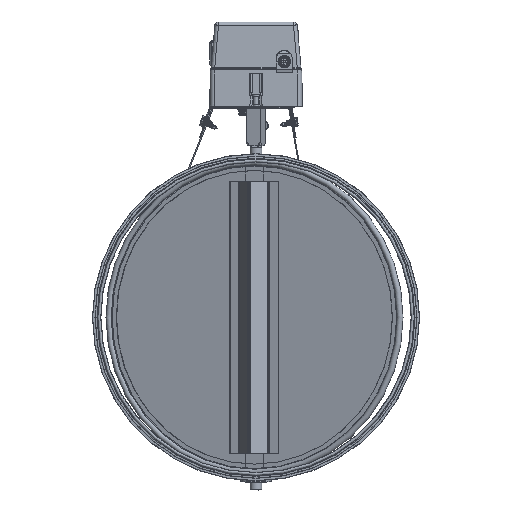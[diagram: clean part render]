
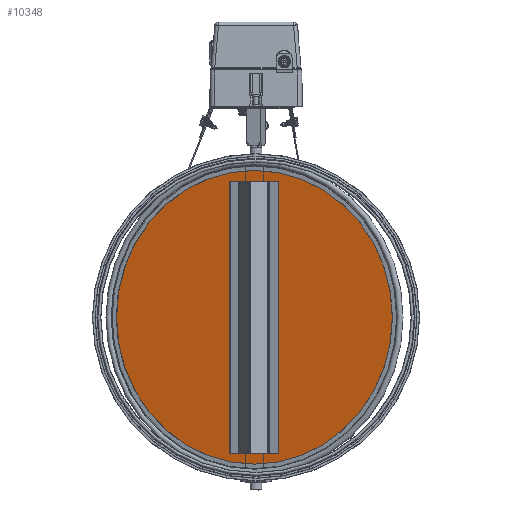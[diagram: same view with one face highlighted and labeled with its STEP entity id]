
A CAD part, front view. The second image highlights one B-rep face of the part: STEP entity #10348.
In plain terms, the highlighted face is planar.
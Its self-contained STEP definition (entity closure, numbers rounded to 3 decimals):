
#10317=CARTESIAN_POINT('',(151.0,0.,0.9));
#10318=VERTEX_POINT('',#10317);
#10319=CARTESIAN_POINT('',(0.0,0.0,0.9));
#10320=DIRECTION('',(0.0,0.0,-1.0));
#10321=DIRECTION('',(-1.0,0.0,0.0));
#10322=AXIS2_PLACEMENT_3D('',#10319,#10320,#10321);
#10323=CIRCLE('',#10322,151.0);
#10324=EDGE_CURVE('',#10318,#10318,#10323,.T.);
#10340=CARTESIAN_POINT('',(0.0,0.0,0.9));
#10341=DIRECTION('',(0.0,0.0,-1.0));
#10342=DIRECTION('',(-1.0,0.0,0.0));
#10343=AXIS2_PLACEMENT_3D('',#10340,#10341,#10342);
#10344=PLANE('',#10343);
#10345=ORIENTED_EDGE('',*,*,#10324,.F.);
#10346=EDGE_LOOP('',(#10345));
#10347=FACE_OUTER_BOUND('',#10346,.T.);
#10348=ADVANCED_FACE('',(#10347),#10344,.F.);
